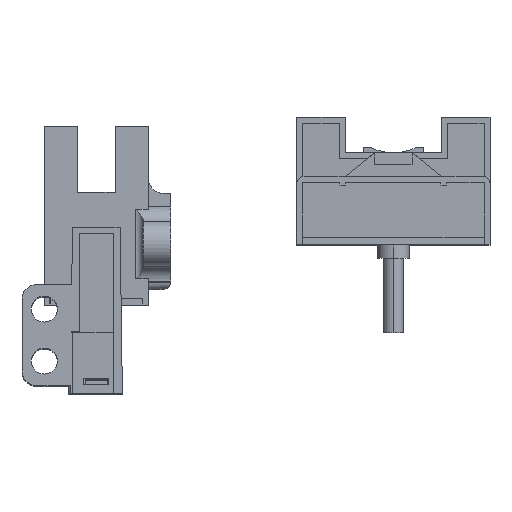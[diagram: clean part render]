
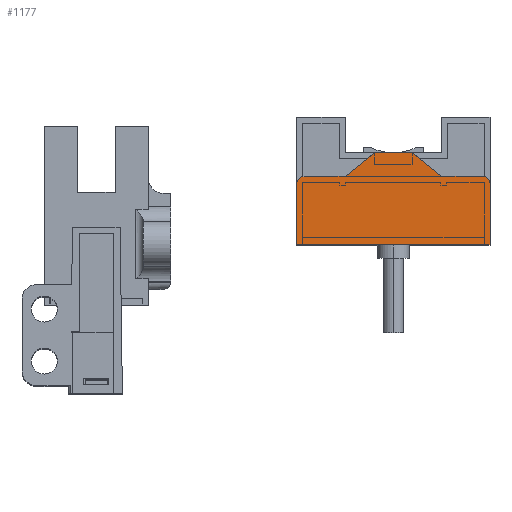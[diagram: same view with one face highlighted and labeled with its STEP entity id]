
A CAD part, top view. The second image highlights one B-rep face of the part: STEP entity #1177.
In plain terms, the highlighted planar face has unit normal (0, 0, 1).
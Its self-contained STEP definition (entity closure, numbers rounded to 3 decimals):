
#382=CIRCLE('',#15376,1.);
#383=CIRCLE('',#15377,1.);
#1177=ADVANCED_FACE('',(#2532),#1853,.F.);
#1853=PLANE('',#15378);
#2532=FACE_OUTER_BOUND('',#3341,.T.);
#3341=EDGE_LOOP('',(#6934,#6935,#6936,#6937,#6938,#6939,#6940,#6941,#6942,
#6943));
#6934=ORIENTED_EDGE('',*,*,#10643,.F.);
#6935=ORIENTED_EDGE('',*,*,#10686,.T.);
#6936=ORIENTED_EDGE('',*,*,#10687,.T.);
#6937=ORIENTED_EDGE('',*,*,#10683,.F.);
#6938=ORIENTED_EDGE('',*,*,#10636,.F.);
#6939=ORIENTED_EDGE('',*,*,#10688,.T.);
#6940=ORIENTED_EDGE('',*,*,#10647,.F.);
#6941=ORIENTED_EDGE('',*,*,#10689,.F.);
#6942=ORIENTED_EDGE('',*,*,#10690,.T.);
#6943=ORIENTED_EDGE('',*,*,#10691,.F.);
#8728=VERTEX_POINT('',#23029);
#8729=VERTEX_POINT('',#23031);
#8735=VERTEX_POINT('',#23044);
#8736=VERTEX_POINT('',#23046);
#8739=VERTEX_POINT('',#23052);
#8740=VERTEX_POINT('',#23054);
#8762=VERTEX_POINT('',#23118);
#8764=VERTEX_POINT('',#23124);
#8765=VERTEX_POINT('',#23128);
#8766=VERTEX_POINT('',#23130);
#10636=EDGE_CURVE('',#8728,#8729,#12509,.T.);
#10643=EDGE_CURVE('',#8735,#8736,#12516,.T.);
#10647=EDGE_CURVE('',#8739,#8740,#12520,.T.);
#10683=EDGE_CURVE('',#8729,#8762,#12556,.T.);
#10686=EDGE_CURVE('',#8735,#8764,#382,.T.);
#10687=EDGE_CURVE('',#8764,#8762,#12559,.T.);
#10688=EDGE_CURVE('',#8728,#8740,#383,.T.);
#10689=EDGE_CURVE('',#8765,#8739,#12560,.T.);
#10690=EDGE_CURVE('',#8765,#8766,#12561,.T.);
#10691=EDGE_CURVE('',#8736,#8766,#12562,.T.);
#12509=LINE('',#23030,#14364);
#12516=LINE('',#23045,#14371);
#12520=LINE('',#23053,#14375);
#12556=LINE('',#23117,#14411);
#12559=LINE('',#23125,#14414);
#12560=LINE('',#23127,#14415);
#12561=LINE('',#23129,#14416);
#12562=LINE('',#23131,#14417);
#14364=VECTOR('',#18579,1.);
#14371=VECTOR('',#18588,1.);
#14375=VECTOR('',#18592,1.);
#14411=VECTOR('',#18640,1.);
#14414=VECTOR('',#18647,1.);
#14415=VECTOR('',#18650,1.);
#14416=VECTOR('',#18651,1.);
#14417=VECTOR('',#18652,1.);
#15376=AXIS2_PLACEMENT_3D('',#23123,#18645,#18646);
#15377=AXIS2_PLACEMENT_3D('',#23126,#18648,#18649);
#15378=AXIS2_PLACEMENT_3D('',#23132,#18653,#18654);
#18579=DIRECTION('',(0.,-1.,0.));
#18588=DIRECTION('',(1.,0.,0.));
#18592=DIRECTION('',(1.,0.,0.));
#18640=DIRECTION('',(-1.,0.,0.));
#18645=DIRECTION('',(0.,0.,1.));
#18646=DIRECTION('',(-1.,0.,0.));
#18647=DIRECTION('',(0.,-1.,0.));
#18648=DIRECTION('',(0.,0.,1.));
#18649=DIRECTION('',(-1.,0.,0.));
#18650=DIRECTION('',(0.781,-0.625,0.));
#18651=DIRECTION('',(-1.,0.,0.));
#18652=DIRECTION('',(0.781,0.625,0.));
#18653=DIRECTION('',(0.,0.,-1.));
#18654=DIRECTION('',(-1.,0.,0.));
#23029=CARTESIAN_POINT('',(173.,8.2,8.));
#23030=CARTESIAN_POINT('',(173.,12.4,8.));
#23031=CARTESIAN_POINT('',(173.,0.,8.));
#23044=CARTESIAN_POINT('',(148.,9.2,8.));
#23045=CARTESIAN_POINT('',(173.,9.2,8.));
#23046=CARTESIAN_POINT('',(153.5,9.2,8.));
#23052=CARTESIAN_POINT('',(166.5,9.2,8.));
#23053=CARTESIAN_POINT('',(173.,9.2,8.));
#23054=CARTESIAN_POINT('',(172.,9.2,8.));
#23117=CARTESIAN_POINT('',(173.,0.,8.));
#23118=CARTESIAN_POINT('',(147.,0.,8.));
#23123=CARTESIAN_POINT('',(148.,8.2,8.));
#23124=CARTESIAN_POINT('',(147.,8.2,8.));
#23125=CARTESIAN_POINT('',(147.,12.4,8.));
#23126=CARTESIAN_POINT('',(172.,8.2,8.));
#23127=CARTESIAN_POINT('',(166.5,9.2,8.));
#23128=CARTESIAN_POINT('',(162.5,12.4,8.));
#23129=CARTESIAN_POINT('',(173.,12.4,8.));
#23130=CARTESIAN_POINT('',(157.5,12.4,8.));
#23131=CARTESIAN_POINT('',(153.5,9.2,8.));
#23132=CARTESIAN_POINT('',(173.,12.4,8.));
